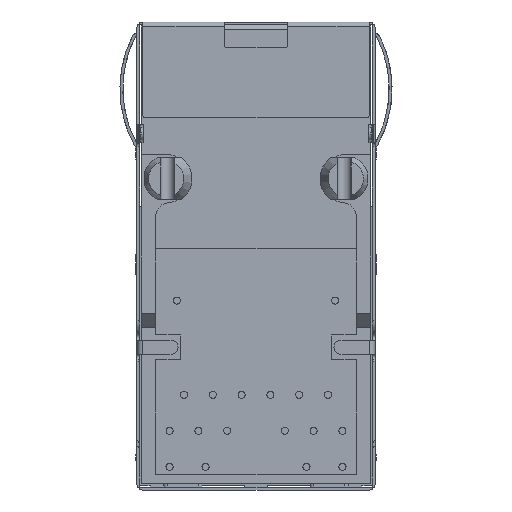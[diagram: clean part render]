
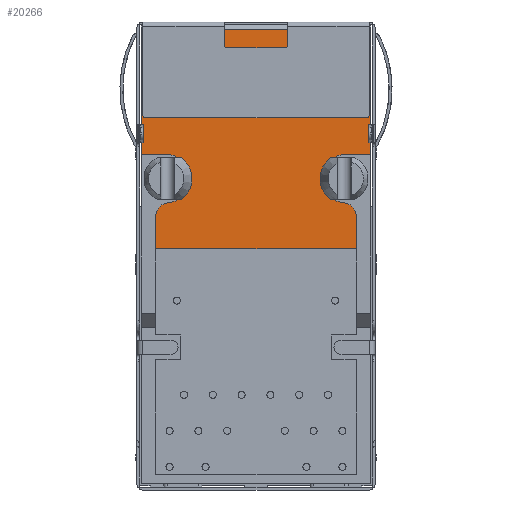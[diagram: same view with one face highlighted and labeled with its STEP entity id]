
A CAD part, front view. The second image highlights one B-rep face of the part: STEP entity #20266.
In plain terms, the highlighted planar face has unit normal (0, -1, 0).
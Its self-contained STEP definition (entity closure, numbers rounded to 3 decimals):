
#314 = CARTESIAN_POINT ( 'NONE',  ( -6.171, -6.575, 3.631 ) ) ;
#392 = ORIENTED_EDGE ( 'NONE', *, *, #20539, .T. ) ;
#414 = AXIS2_PLACEMENT_3D ( 'NONE', #19305, #22810, #22741 ) ;
#628 = VECTOR ( 'NONE', #18943, 1000. ) ;
#996 = LINE ( 'NONE', #13689, #21605 ) ;
#1920 = DIRECTION ( 'NONE',  ( 0., 1., 0. ) ) ;
#1932 = ORIENTED_EDGE ( 'NONE', *, *, #8340, .T. ) ;
#2046 = VERTEX_POINT ( 'NONE', #10512 ) ;
#2862 = VECTOR ( 'NONE', #23749, 1000. ) ;
#2932 = LINE ( 'NONE', #19308, #18716 ) ;
#3264 = EDGE_CURVE ( 'NONE', #18040, #9295, #7777, .T. ) ;
#3310 = VERTEX_POINT ( 'NONE', #20086 ) ;
#3319 = EDGE_LOOP ( 'NONE', ( #21616, #20666, #1932, #13041, #9707, #22379, #16229, #15535, #14159, #6610, #17943, #392 ) ) ;
#3460 = CARTESIAN_POINT ( 'NONE',  ( -8.107, -6.575, 15.855 ) ) ;
#3782 = LINE ( 'NONE', #8560, #22680 ) ;
#4285 = CARTESIAN_POINT ( 'NONE',  ( -8.107, -6.575, 0. ) ) ;
#4659 = DIRECTION ( 'NONE',  ( 0., -1., 0. ) ) ;
#4929 = PLANE ( 'NONE',  #19267 ) ;
#5224 = CARTESIAN_POINT ( 'NONE',  ( 6.325, -6.575, 7.024 ) ) ;
#5855 = CARTESIAN_POINT ( 'NONE',  ( 6.08, -6.575, 2.635 ) ) ;
#6078 = CARTESIAN_POINT ( 'NONE',  ( -7.08, -6.575, 16.175 ) ) ;
#6429 = DIRECTION ( 'NONE',  ( 1., 0., 0. ) ) ;
#6477 = VERTEX_POINT ( 'NONE', #5224 ) ;
#6610 = ORIENTED_EDGE ( 'NONE', *, *, #22943, .T. ) ;
#7367 = CARTESIAN_POINT ( 'NONE',  ( 8.107, -6.575, 0. ) ) ;
#7399 = VECTOR ( 'NONE', #18871, 1000. ) ;
#7431 = LINE ( 'NONE', #6078, #7399 ) ;
#7777 = LINE ( 'NONE', #7367, #2862 ) ;
#7837 = EDGE_CURVE ( 'NONE', #17390, #19708, #12654, .T. ) ;
#8023 = CIRCLE ( 'NONE', #13850, 1. ) ;
#8043 = DIRECTION ( 'NONE',  ( 1., 0., 0. ) ) ;
#8225 = CARTESIAN_POINT ( 'NONE',  ( 8.107, -6.575, 7.024 ) ) ;
#8340 = EDGE_CURVE ( 'NONE', #18847, #17390, #22077, .T. ) ;
#8367 = DIRECTION ( 'NONE',  ( 0., 0., 1. ) ) ;
#8560 = CARTESIAN_POINT ( 'NONE',  ( -8.107, -6.575, 15.855 ) ) ;
#9103 = VERTEX_POINT ( 'NONE', #21574 ) ;
#9294 = CARTESIAN_POINT ( 'NONE',  ( -6.325, -6.575, 5.324 ) ) ;
#9295 = VERTEX_POINT ( 'NONE', #8225 ) ;
#9707 = ORIENTED_EDGE ( 'NONE', *, *, #11334, .T. ) ;
#9920 = VECTOR ( 'NONE', #8043, 1000. ) ;
#10075 = CARTESIAN_POINT ( 'NONE',  ( -8.107, -6.575, 7.024 ) ) ;
#10150 = CARTESIAN_POINT ( 'NONE',  ( -6.325, -6.575, 7.024 ) ) ;
#10512 = CARTESIAN_POINT ( 'NONE',  ( -7.08, -6.575, 0.375 ) ) ;
#10989 = EDGE_CURVE ( 'NONE', #9103, #6477, #15759, .T. ) ;
#11193 = DIRECTION ( 'NONE',  ( 0., 0., -1. ) ) ;
#11279 = CARTESIAN_POINT ( 'NONE',  ( -8.107, -6.575, 7.024 ) ) ;
#11314 = LINE ( 'NONE', #11279, #9920 ) ;
#11334 = EDGE_CURVE ( 'NONE', #19708, #12519, #22637, .T. ) ;
#11688 = CARTESIAN_POINT ( 'NONE',  ( 7.08, -6.575, 0.375 ) ) ;
#11809 = VECTOR ( 'NONE', #11819, 1000. ) ;
#11819 = DIRECTION ( 'NONE',  ( 1., 0., 0. ) ) ;
#11928 = CARTESIAN_POINT ( 'NONE',  ( -7.08, -6.575, 2.635 ) ) ;
#12519 = VERTEX_POINT ( 'NONE', #314 ) ;
#12654 = LINE ( 'NONE', #10075, #11809 ) ;
#13041 = ORIENTED_EDGE ( 'NONE', *, *, #7837, .T. ) ;
#13155 = VERTEX_POINT ( 'NONE', #11928 ) ;
#13689 = CARTESIAN_POINT ( 'NONE',  ( -8.107, -6.575, 0.375 ) ) ;
#13693 = DIRECTION ( 'NONE',  ( 0., 0., -1. ) ) ;
#13850 = AXIS2_PLACEMENT_3D ( 'NONE', #5855, #14717, #18738 ) ;
#14040 = DIRECTION ( 'NONE',  ( 0., 0., -1. ) ) ;
#14159 = ORIENTED_EDGE ( 'NONE', *, *, #17644, .T. ) ;
#14717 = DIRECTION ( 'NONE',  ( 0., -1., 0. ) ) ;
#14759 = AXIS2_PLACEMENT_3D ( 'NONE', #17384, #4659, #13693 ) ;
#15535 = ORIENTED_EDGE ( 'NONE', *, *, #20844, .T. ) ;
#15717 = DIRECTION ( 'NONE',  ( -1., 0., 0. ) ) ;
#15759 = CIRCLE ( 'NONE', #414, 1.7 ) ;
#16051 = AXIS2_PLACEMENT_3D ( 'NONE', #9294, #1920, #11193 ) ;
#16101 = CARTESIAN_POINT ( 'NONE',  ( -8.107, -6.575, 16.175 ) ) ;
#16229 = ORIENTED_EDGE ( 'NONE', *, *, #23509, .T. ) ;
#16650 = CIRCLE ( 'NONE', #14759, 1. ) ;
#17384 = CARTESIAN_POINT ( 'NONE',  ( -6.08, -6.575, 2.635 ) ) ;
#17390 = VERTEX_POINT ( 'NONE', #23331 ) ;
#17644 = EDGE_CURVE ( 'NONE', #22421, #3310, #2932, .T. ) ;
#17943 = ORIENTED_EDGE ( 'NONE', *, *, #10989, .T. ) ;
#18040 = VERTEX_POINT ( 'NONE', #22656 ) ;
#18068 = EDGE_CURVE ( 'NONE', #18040, #18847, #3782, .T. ) ;
#18716 = VECTOR ( 'NONE', #8367, 1000. ) ;
#18738 = DIRECTION ( 'NONE',  ( 0., 0., -1. ) ) ;
#18847 = VERTEX_POINT ( 'NONE', #3460 ) ;
#18871 = DIRECTION ( 'NONE',  ( 0., 0., -1. ) ) ;
#18943 = DIRECTION ( 'NONE',  ( 0., 0., -1. ) ) ;
#19267 = AXIS2_PLACEMENT_3D ( 'NONE', #16101, #23143, #14040 ) ;
#19305 = CARTESIAN_POINT ( 'NONE',  ( 6.325, -6.575, 5.324 ) ) ;
#19308 = CARTESIAN_POINT ( 'NONE',  ( 7.08, -6.575, 16.175 ) ) ;
#19708 = VERTEX_POINT ( 'NONE', #10150 ) ;
#20086 = CARTESIAN_POINT ( 'NONE',  ( 7.08, -6.575, 2.635 ) ) ;
#20266 = ADVANCED_FACE ( 'NONE', ( #20811 ), #4929, .T. ) ;
#20539 = EDGE_CURVE ( 'NONE', #6477, #9295, #11314, .T. ) ;
#20666 = ORIENTED_EDGE ( 'NONE', *, *, #18068, .T. ) ;
#20811 = FACE_OUTER_BOUND ( 'NONE', #3319, .T. ) ;
#20844 = EDGE_CURVE ( 'NONE', #2046, #22421, #996, .T. ) ;
#21574 = CARTESIAN_POINT ( 'NONE',  ( 6.171, -6.575, 3.631 ) ) ;
#21605 = VECTOR ( 'NONE', #6429, 1000. ) ;
#21616 = ORIENTED_EDGE ( 'NONE', *, *, #3264, .F. ) ;
#22077 = LINE ( 'NONE', #4285, #628 ) ;
#22373 = EDGE_CURVE ( 'NONE', #12519, #13155, #16650, .T. ) ;
#22379 = ORIENTED_EDGE ( 'NONE', *, *, #22373, .T. ) ;
#22421 = VERTEX_POINT ( 'NONE', #11688 ) ;
#22637 = CIRCLE ( 'NONE', #16051, 1.7 ) ;
#22656 = CARTESIAN_POINT ( 'NONE',  ( 8.107, -6.575, 15.855 ) ) ;
#22680 = VECTOR ( 'NONE', #15717, 1000. ) ;
#22741 = DIRECTION ( 'NONE',  ( 0., 0., -1. ) ) ;
#22810 = DIRECTION ( 'NONE',  ( 0., 1., 0. ) ) ;
#22943 = EDGE_CURVE ( 'NONE', #3310, #9103, #8023, .T. ) ;
#23143 = DIRECTION ( 'NONE',  ( 0., -1., 0. ) ) ;
#23331 = CARTESIAN_POINT ( 'NONE',  ( -8.107, -6.575, 7.024 ) ) ;
#23509 = EDGE_CURVE ( 'NONE', #13155, #2046, #7431, .T. ) ;
#23749 = DIRECTION ( 'NONE',  ( 0., 0., -1. ) ) ;
